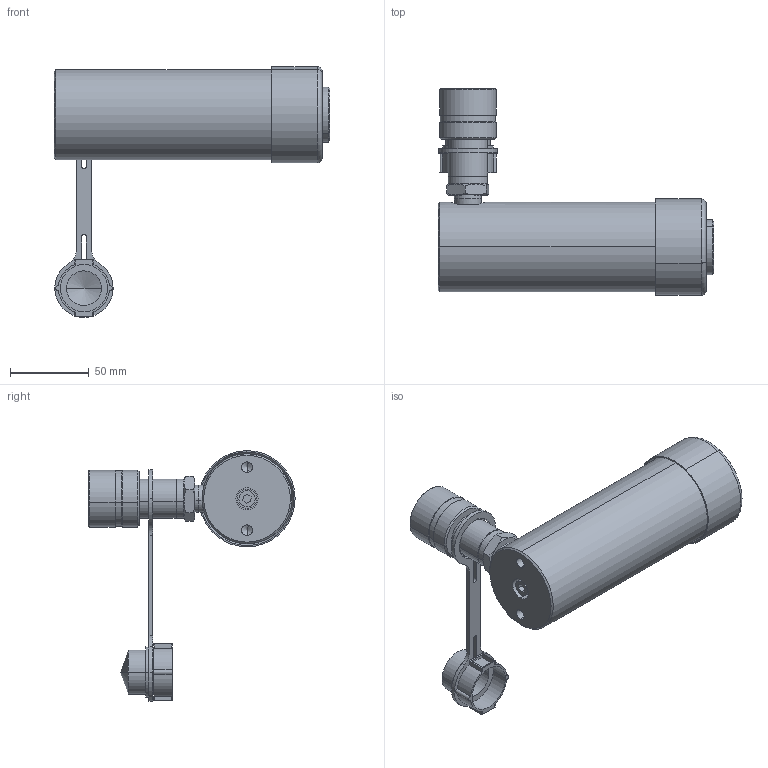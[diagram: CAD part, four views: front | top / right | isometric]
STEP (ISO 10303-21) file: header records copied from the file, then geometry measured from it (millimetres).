
FILE_DESCRIPTION (( 'STEP AP214' ), '1' );
FILE_NAME ('HSS104.STEP', '2017-03-01T11:02:28', ( '' ), ( '' ), 'SwSTEP 2.0', 'SolidWorks 2017', '' );
FILE_SCHEMA (( 'AUTOMOTIVE_DESIGN' ));
Length unit declared in the file: millimetre
Products named in the file (15): PTP057TP010; A1 WIPER_SEC035XE002; PISTON TEE SEAL_SEC043GA001; SOCKET CAP HEAD SCREWS_BLC006JD025; SIC013TB001; SPC022S#00#_SPC022SE002; PPC1; CF1; SRC035WD005; PRC043AE003_PRC043AE002; CBC043S#00#_CBC043SE001; HSS104; O-RING_SEC018RA003; HA10; WAC006EB000
Assembly tree (17 placements, depth 2):
  HSS104
    CBC043S#00#_CBC043SE001
    PRC043AE003_PRC043AE002
    SRC035WD005
    CF1
    PPC1
    SPC022S#00#_SPC022SE002
    SIC013TB001  x2
    SOCKET CAP HEAD SCREWS_BLC006JD025  x2
    PISTON TEE SEAL_SEC043GA001
    A1 WIPER_SEC035XE002
    PTP057TP010
    WAC006EB000  x2
    HA10
    O-RING_SEC018RA003
Bounding box: 175 x 130.8 x 159 mm (x, y, z)
Volume: 408540.9 mm3; surface area: 172378.6 mm2
Topology: 17 solids, 17 shells, 484 faces, 1085 edges, 678 vertices
Faces by surface type: cylinder 208, plane 133, cone 91, torus 44, bspline 8
Entity records: 23920 total; most frequent: CARTESIAN_POINT 12567, DIRECTION 2271, ORIENTED_EDGE 1904, AXIS2_PLACEMENT_3D 960, EDGE_CURVE 952, VERTEX_POINT 598, CIRCLE 513, EDGE_LOOP 508
